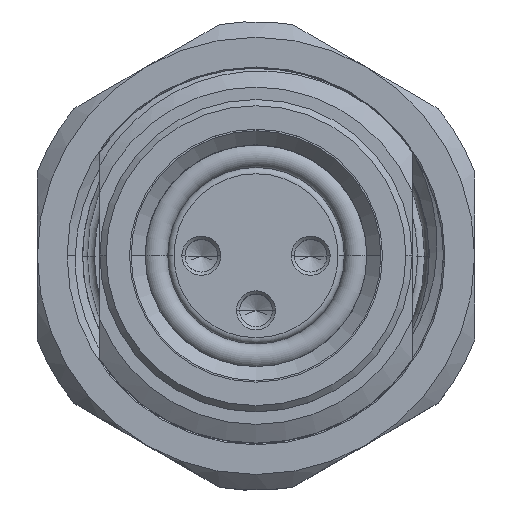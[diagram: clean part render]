
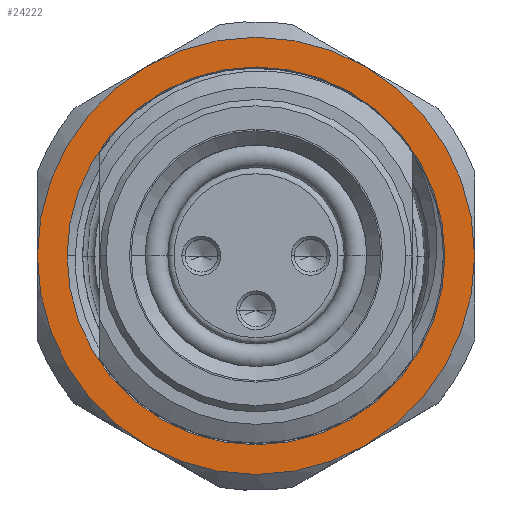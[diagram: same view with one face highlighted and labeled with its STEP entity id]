
A CAD part, top view. The second image highlights one B-rep face of the part: STEP entity #24222.
In plain terms, the highlighted planar face has unit normal (0, 0, 1).
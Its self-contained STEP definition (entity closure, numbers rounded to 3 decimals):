
#22756=CARTESIAN_POINT('',(0.,0.,2.2));
#22757=DIRECTION('',(0.,0.,-1.));
#22758=DIRECTION('',(-1.,0.,0.));
#22759=AXIS2_PLACEMENT_3D('',#22756,#22757,#22758);
#22761=CARTESIAN_POINT('',(0.,0.,2.2));
#22762=DIRECTION('',(0.,0.,-1.));
#22763=DIRECTION('',(1.,0.,0.));
#22764=AXIS2_PLACEMENT_3D('',#22761,#22762,#22763);
#22766=CARTESIAN_POINT('',(0.,0.,2.2));
#22767=DIRECTION('',(0.,0.,-1.));
#22768=DIRECTION('',(-0.5,-0.866,0.));
#22769=AXIS2_PLACEMENT_3D('',#22766,#22767,#22768);
#22771=CARTESIAN_POINT('',(0.,0.,2.2));
#22772=DIRECTION('',(0.,0.,-1.));
#22773=DIRECTION('',(-1.,0.,0.));
#22774=AXIS2_PLACEMENT_3D('',#22771,#22772,#22773);
#22776=CARTESIAN_POINT('',(0.,0.,2.2));
#22777=DIRECTION('',(0.,0.,-1.));
#22778=DIRECTION('',(0.5,0.866,0.));
#22779=AXIS2_PLACEMENT_3D('',#22776,#22777,#22778);
#22781=CARTESIAN_POINT('',(0.,0.,2.2));
#22782=DIRECTION('',(0.,0.,-1.));
#22783=DIRECTION('',(1.,0.,0.));
#22784=AXIS2_PLACEMENT_3D('',#22781,#22782,#22783);
#22791=CARTESIAN_POINT('',(0.,0.,2.2));
#22792=DIRECTION('',(0.,0.,1.));
#22793=DIRECTION('',(-0.5,-0.866,0.));
#22794=AXIS2_PLACEMENT_3D('',#22791,#22792,#22793);
#23083=CARTESIAN_POINT('',(0.,0.,2.2));
#23084=DIRECTION('',(0.,0.,1.));
#23085=DIRECTION('',(0.5,0.866,0.));
#23086=AXIS2_PLACEMENT_3D('',#23083,#23084,#23085);
#23318=CARTESIAN_POINT('',(-6.05,0.,2.2));
#23319=CARTESIAN_POINT('',(6.05,0.,2.2));
#23320=VERTEX_POINT('',#23318);
#23321=VERTEX_POINT('',#23319);
#23371=CARTESIAN_POINT('',(-3.5,-6.062,2.2));
#23372=CARTESIAN_POINT('',(-7.,0.,2.2));
#23373=VERTEX_POINT('',#23371);
#23374=VERTEX_POINT('',#23372);
#23375=CARTESIAN_POINT('',(-3.5,6.062,2.2));
#23376=VERTEX_POINT('',#23375);
#23377=CARTESIAN_POINT('',(3.5,6.062,2.2));
#23378=CARTESIAN_POINT('',(7.,0.,2.2));
#23379=VERTEX_POINT('',#23377);
#23380=VERTEX_POINT('',#23378);
#23381=CARTESIAN_POINT('',(3.5,-6.062,2.2));
#23382=VERTEX_POINT('',#23381);
#24199=CARTESIAN_POINT('',(0.,0.,2.2));
#24200=DIRECTION('',(0.,0.,1.));
#24201=DIRECTION('',(1.,0.,0.));
#24202=AXIS2_PLACEMENT_3D('',#24199,#24200,#24201);
#24203=PLANE('',#24202);
#24205=ORIENTED_EDGE('',*,*,#24204,.F.);
#24207=ORIENTED_EDGE('',*,*,#24206,.T.);
#24209=ORIENTED_EDGE('',*,*,#24208,.T.);
#24211=ORIENTED_EDGE('',*,*,#24210,.F.);
#24213=ORIENTED_EDGE('',*,*,#24212,.T.);
#24215=ORIENTED_EDGE('',*,*,#24214,.T.);
#24216=EDGE_LOOP('',(#24205,#24207,#24209,#24211,#24213,#24215));
#24217=FACE_OUTER_BOUND('',#24216,.F.);
#24218=ORIENTED_EDGE('',*,*,#23872,.F.);
#24219=ORIENTED_EDGE('',*,*,#24192,.F.);
#24220=EDGE_LOOP('',(#24218,#24219));
#24221=FACE_BOUND('',#24220,.F.);
#22760=CIRCLE('',#22759,6.05);
#22765=CIRCLE('',#22764,6.05);
#22770=CIRCLE('',#22769,7.);
#22775=CIRCLE('',#22774,7.);
#22780=CIRCLE('',#22779,7.);
#22785=CIRCLE('',#22784,7.);
#22795=CIRCLE('',#22794,7.);
#23087=CIRCLE('',#23086,7.);
#23872=EDGE_CURVE('',#23320,#23321,#22760,.T.);
#24192=EDGE_CURVE('',#23321,#23320,#22765,.T.);
#24204=EDGE_CURVE('',#23373,#23382,#22795,.T.);
#24206=EDGE_CURVE('',#23373,#23374,#22770,.T.);
#24208=EDGE_CURVE('',#23374,#23376,#22775,.T.);
#24210=EDGE_CURVE('',#23379,#23376,#23087,.T.);
#24212=EDGE_CURVE('',#23379,#23380,#22780,.T.);
#24214=EDGE_CURVE('',#23380,#23382,#22785,.T.);
#24222=ADVANCED_FACE('',(#24217,#24221),#24203,.T.);
